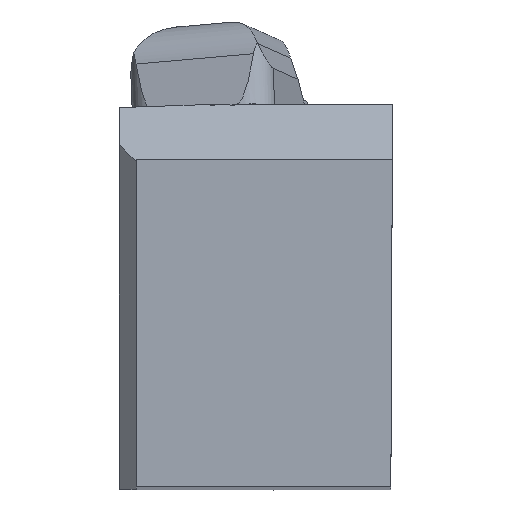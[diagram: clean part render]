
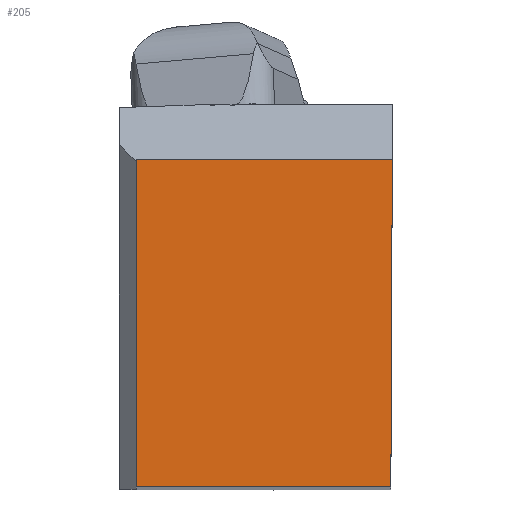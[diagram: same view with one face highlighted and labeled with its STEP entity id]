
A CAD part, top view. The second image highlights one B-rep face of the part: STEP entity #205.
In plain terms, the highlighted planar face has unit normal (0, 0, 1).
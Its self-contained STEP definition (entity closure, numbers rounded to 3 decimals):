
#144=FACE_OUTER_BOUND('',#630,.T.);
#205=ADVANCED_FACE('BLANK_BOXF006',(#144),#274,.F.);
#274=PLANE('',#1516);
#352=LINE('',#2182,#485);
#353=LINE('',#2185,#486);
#354=LINE('',#2187,#487);
#355=LINE('',#2189,#488);
#485=VECTOR('',#1717,1.);
#486=VECTOR('',#1718,1.);
#487=VECTOR('',#1719,1.);
#488=VECTOR('',#1720,1.);
#630=EDGE_LOOP('',(#781,#782,#783,#784));
#781=ORIENTED_EDGE('',*,*,#1250,.F.);
#782=ORIENTED_EDGE('',*,*,#1251,.F.);
#783=ORIENTED_EDGE('',*,*,#1252,.F.);
#784=ORIENTED_EDGE('',*,*,#1253,.F.);
#1113=VERTEX_POINT('',#2183);
#1114=VERTEX_POINT('',#2184);
#1115=VERTEX_POINT('',#2186);
#1116=VERTEX_POINT('',#2188);
#1250=EDGE_CURVE('',#1113,#1114,#352,.T.);
#1251=EDGE_CURVE('',#1115,#1113,#353,.T.);
#1252=EDGE_CURVE('',#1116,#1115,#354,.T.);
#1253=EDGE_CURVE('',#1114,#1116,#355,.T.);
#1516=AXIS2_PLACEMENT_3D('',#2190,#1721,#1722);
#1717=DIRECTION('',(0.,1.,0.));
#1718=DIRECTION('',(-1.,0.,0.));
#1719=DIRECTION('',(-0.004,-1.,0.));
#1720=DIRECTION('',(1.,0.,0.));
#1721=DIRECTION('',(0.,0.,-1.));
#1722=DIRECTION('',(-1.,0.,0.));
#2182=CARTESIAN_POINT('',(-24.875,-186.35,0.));
#2183=CARTESIAN_POINT('',(-24.875,0.,0.));
#2184=CARTESIAN_POINT('',(-24.875,31.85,0.));
#2185=CARTESIAN_POINT('',(186.35,0.,0.));
#2186=CARTESIAN_POINT('',(-0.139,0.,0.));
#2187=CARTESIAN_POINT('',(0.674,186.348,0.));
#2188=CARTESIAN_POINT('',(0.,31.85,0.));
#2189=CARTESIAN_POINT('',(-186.35,31.85,0.));
#2190=CARTESIAN_POINT('',(-27.85,-5.,0.));
